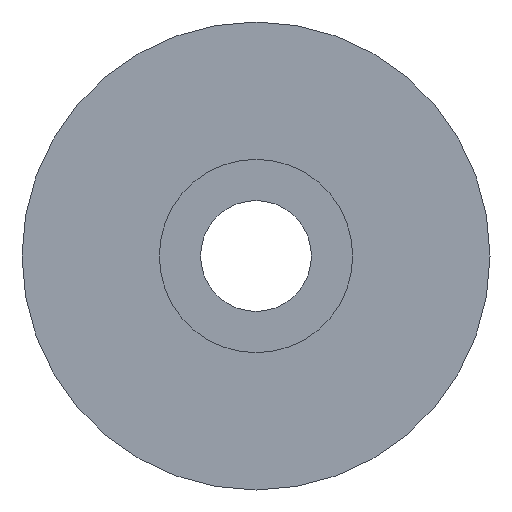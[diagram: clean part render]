
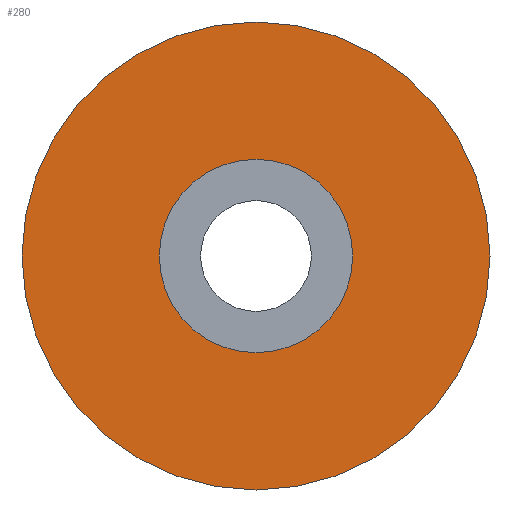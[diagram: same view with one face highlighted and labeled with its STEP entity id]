
A CAD part, front view. The second image highlights one B-rep face of the part: STEP entity #280.
In plain terms, the highlighted planar face has unit normal (0, -1, 0).
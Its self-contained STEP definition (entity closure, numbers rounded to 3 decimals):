
#17=FACE_BOUND('',#82,.T.);
#27=CIRCLE('',#313,15.);
#28=CIRCLE('',#314,15.);
#43=CIRCLE('',#337,6.2);
#44=CIRCLE('',#338,6.2);
#64=FACE_OUTER_BOUND('',#81,.T.);
#81=EDGE_LOOP('',(#255,#256));
#82=EDGE_LOOP('',(#257,#258));
#123=VERTEX_POINT('',#475);
#124=VERTEX_POINT('',#477);
#137=VERTEX_POINT('',#518);
#138=VERTEX_POINT('',#520);
#156=EDGE_CURVE('',#123,#124,#27,.T.);
#157=EDGE_CURVE('',#124,#123,#28,.T.);
#177=EDGE_CURVE('',#138,#137,#43,.T.);
#178=EDGE_CURVE('',#137,#138,#44,.T.);
#255=ORIENTED_EDGE('',*,*,#157,.F.);
#256=ORIENTED_EDGE('',*,*,#156,.F.);
#257=ORIENTED_EDGE('',*,*,#177,.T.);
#258=ORIENTED_EDGE('',*,*,#178,.T.);
#265=PLANE('',#339);
#280=ADVANCED_FACE('',(#64,#17),#265,.T.);
#313=AXIS2_PLACEMENT_3D('',#478,#373,#374);
#314=AXIS2_PLACEMENT_3D('',#479,#375,#376);
#337=AXIS2_PLACEMENT_3D('',#521,#426,#427);
#338=AXIS2_PLACEMENT_3D('',#522,#428,#429);
#339=AXIS2_PLACEMENT_3D('',#523,#430,#431);
#373=DIRECTION('center_axis',(0.,1.,0.));
#374=DIRECTION('ref_axis',(1.,0.,0.));
#375=DIRECTION('center_axis',(0.,1.,0.));
#376=DIRECTION('ref_axis',(1.,0.,0.));
#426=DIRECTION('center_axis',(0.,1.,0.));
#427=DIRECTION('ref_axis',(1.,0.,0.));
#428=DIRECTION('center_axis',(0.,1.,0.));
#429=DIRECTION('ref_axis',(1.,0.,0.));
#430=DIRECTION('center_axis',(0.,-1.,0.));
#431=DIRECTION('ref_axis',(0.,0.,-1.));
#475=CARTESIAN_POINT('',(15.,0.,0.));
#477=CARTESIAN_POINT('',(-15.,0.,0.));
#478=CARTESIAN_POINT('Origin',(0.,0.,0.));
#479=CARTESIAN_POINT('Origin',(0.,0.,0.));
#518=CARTESIAN_POINT('',(6.2,0.,0.));
#520=CARTESIAN_POINT('',(-6.2,0.,0.));
#521=CARTESIAN_POINT('Origin',(0.,0.,0.));
#522=CARTESIAN_POINT('Origin',(0.,0.,0.));
#523=CARTESIAN_POINT('Origin',(-15.,0.,0.));
